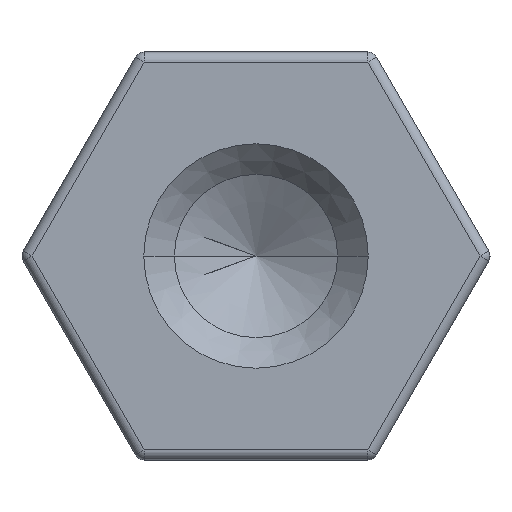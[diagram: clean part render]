
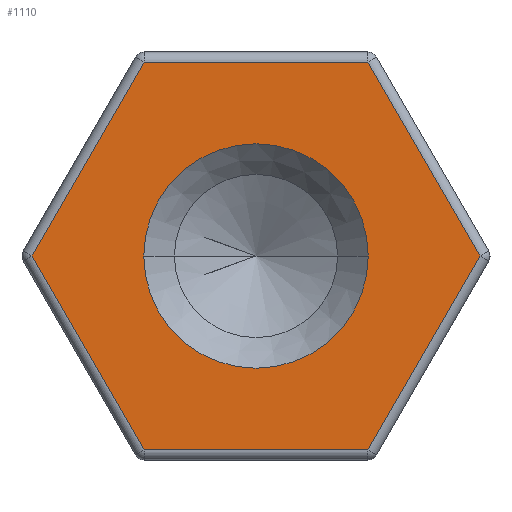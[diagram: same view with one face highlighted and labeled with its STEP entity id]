
A CAD part, left-side view. The second image highlights one B-rep face of the part: STEP entity #1110.
In plain terms, the highlighted planar face has unit normal (-1, 0, 0).
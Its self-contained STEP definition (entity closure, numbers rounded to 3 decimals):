
#6 = PLANE ( 'NONE',  #732 ) ;
#13 = AXIS2_PLACEMENT_3D ( 'NONE', #458, #1259, #585 ) ;
#122 = CARTESIAN_POINT ( 'NONE',  ( 0., -1.1, 0. ) ) ;
#124 = AXIS2_PLACEMENT_3D ( 'NONE', #1038, #1326, #1337 ) ;
#156 = CARTESIAN_POINT ( 'NONE',  ( 0., 0., 0. ) ) ;
#165 = CARTESIAN_POINT ( 'NONE',  ( 0., 1.097, -1.9 ) ) ;
#172 = EDGE_CURVE ( 'NONE', #1050, #965, #435, .T. ) ;
#174 = CARTESIAN_POINT ( 'NONE',  ( 0., 1.645, -0.95 ) ) ;
#181 = CARTESIAN_POINT ( 'NONE',  ( 0., -1.645, 0.95 ) ) ;
#292 = DIRECTION ( 'NONE',  ( 1., 0., 0. ) ) ;
#297 = EDGE_CURVE ( 'NONE', #1207, #994, #1009, .T. ) ;
#300 = EDGE_CURVE ( 'NONE', #737, #1207, #368, .T. ) ;
#307 = EDGE_CURVE ( 'NONE', #994, #1182, #363, .T. ) ;
#309 = EDGE_CURVE ( 'NONE', #423, #737, #353, .T. ) ;
#318 = DIRECTION ( 'NONE',  ( 0., -0.5, -0.866 ) ) ;
#323 = VECTOR ( 'NONE', #940, 1000. ) ;
#324 = EDGE_CURVE ( 'NONE', #599, #423, #340, .T. ) ;
#326 = CIRCLE ( 'NONE', #13, 1.1 ) ;
#328 = EDGE_CURVE ( 'NONE', #1182, #599, #330, .T. ) ;
#330 = LINE ( 'NONE', #181, #323 ) ;
#333 = EDGE_CURVE ( 'NONE', #965, #1050, #326, .T. ) ;
#338 = VECTOR ( 'NONE', #824, 1000. ) ;
#340 = LINE ( 'NONE', #1402, #338 ) ;
#346 = VECTOR ( 'NONE', #819, 1000. ) ;
#351 = VECTOR ( 'NONE', #1320, 1000. ) ;
#353 = LINE ( 'NONE', #701, #346 ) ;
#361 = VECTOR ( 'NONE', #318, 1000. ) ;
#363 = LINE ( 'NONE', #1252, #351 ) ;
#365 = VECTOR ( 'NONE', #1035, 1000. ) ;
#368 = LINE ( 'NONE', #174, #361 ) ;
#423 = VERTEX_POINT ( 'NONE', #1280 ) ;
#435 = CIRCLE ( 'NONE', #124, 1.1 ) ;
#458 = CARTESIAN_POINT ( 'NONE',  ( 0., 0., 0. ) ) ;
#579 = EDGE_LOOP ( 'NONE', ( #616, #1054, #871, #682, #1118, #790 ) ) ;
#585 = DIRECTION ( 'NONE',  ( 0., 1., 0. ) ) ;
#599 = VERTEX_POINT ( 'NONE', #1244 ) ;
#616 = ORIENTED_EDGE ( 'NONE', *, *, #328, .T. ) ;
#632 = FACE_OUTER_BOUND ( 'NONE', #579, .T. ) ;
#682 = ORIENTED_EDGE ( 'NONE', *, *, #300, .T. ) ;
#701 = CARTESIAN_POINT ( 'NONE',  ( 0., 1.645, 0.95 ) ) ;
#732 = AXIS2_PLACEMENT_3D ( 'NONE', #156, #292, #1126 ) ;
#737 = VERTEX_POINT ( 'NONE', #1075 ) ;
#745 = ORIENTED_EDGE ( 'NONE', *, *, #333, .T. ) ;
#766 = CARTESIAN_POINT ( 'NONE',  ( 0., -1.097, -1.9 ) ) ;
#790 = ORIENTED_EDGE ( 'NONE', *, *, #307, .T. ) ;
#796 = CARTESIAN_POINT ( 'NONE',  ( 0., -2.194, 0. ) ) ;
#819 = DIRECTION ( 'NONE',  ( 0., 0.5, -0.866 ) ) ;
#824 = DIRECTION ( 'NONE',  ( 0., 1., 0. ) ) ;
#871 = ORIENTED_EDGE ( 'NONE', *, *, #309, .T. ) ;
#927 = CARTESIAN_POINT ( 'NONE',  ( 0., 0., -1.9 ) ) ;
#940 = DIRECTION ( 'NONE',  ( 0., 0.5, 0.866 ) ) ;
#944 = FACE_BOUND ( 'NONE', #977, .T. ) ;
#965 = VERTEX_POINT ( 'NONE', #1360 ) ;
#977 = EDGE_LOOP ( 'NONE', ( #745, #1196 ) ) ;
#994 = VERTEX_POINT ( 'NONE', #766 ) ;
#1009 = LINE ( 'NONE', #927, #365 ) ;
#1035 = DIRECTION ( 'NONE',  ( 0., -1., 0. ) ) ;
#1038 = CARTESIAN_POINT ( 'NONE',  ( 0., 0., 0. ) ) ;
#1050 = VERTEX_POINT ( 'NONE', #122 ) ;
#1054 = ORIENTED_EDGE ( 'NONE', *, *, #324, .T. ) ;
#1075 = CARTESIAN_POINT ( 'NONE',  ( 0., 2.194, 0. ) ) ;
#1110 = ADVANCED_FACE ( 'NONE', ( #632, #944 ), #6, .F. ) ;
#1118 = ORIENTED_EDGE ( 'NONE', *, *, #297, .T. ) ;
#1126 = DIRECTION ( 'NONE',  ( 0., 1., 0. ) ) ;
#1182 = VERTEX_POINT ( 'NONE', #796 ) ;
#1196 = ORIENTED_EDGE ( 'NONE', *, *, #172, .T. ) ;
#1207 = VERTEX_POINT ( 'NONE', #165 ) ;
#1244 = CARTESIAN_POINT ( 'NONE',  ( 0., -1.097, 1.9 ) ) ;
#1252 = CARTESIAN_POINT ( 'NONE',  ( 0., -1.645, -0.95 ) ) ;
#1259 = DIRECTION ( 'NONE',  ( 1., 0., 0. ) ) ;
#1280 = CARTESIAN_POINT ( 'NONE',  ( 0., 1.097, 1.9 ) ) ;
#1320 = DIRECTION ( 'NONE',  ( 0., -0.5, 0.866 ) ) ;
#1326 = DIRECTION ( 'NONE',  ( 1., 0., 0. ) ) ;
#1337 = DIRECTION ( 'NONE',  ( 0., 1., 0. ) ) ;
#1360 = CARTESIAN_POINT ( 'NONE',  ( 0., 1.1, 0. ) ) ;
#1402 = CARTESIAN_POINT ( 'NONE',  ( 0., 0., 1.9 ) ) ;
